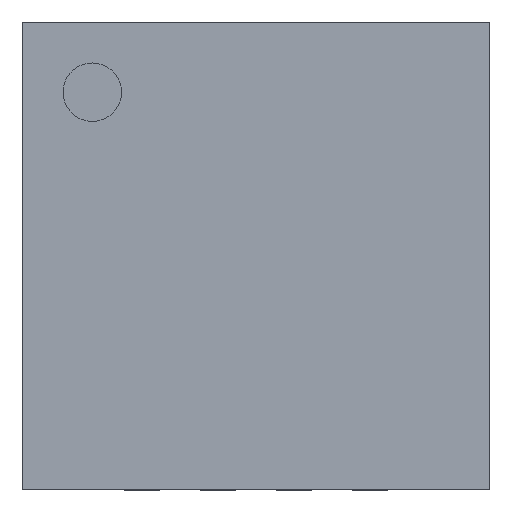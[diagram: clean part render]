
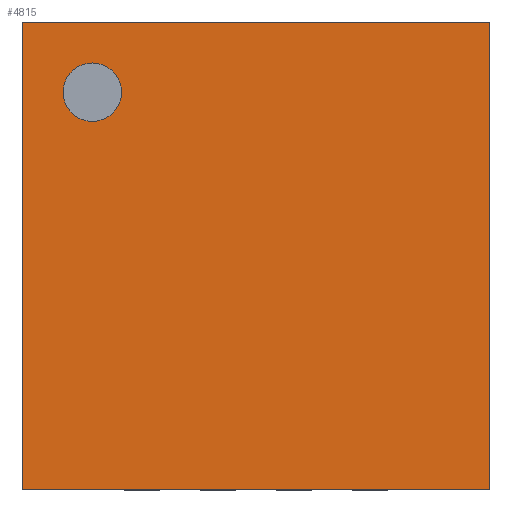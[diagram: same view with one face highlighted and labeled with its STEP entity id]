
A CAD part, top view. The second image highlights one B-rep face of the part: STEP entity #4815.
In plain terms, the highlighted face is planar.
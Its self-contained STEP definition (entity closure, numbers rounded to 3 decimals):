
#5 = EDGE_CURVE ( 'NONE', #4412, #4185, #4752, .T. ) ;
#77 = FACE_BOUND ( 'NONE', #5220, .T. ) ;
#133 = CARTESIAN_POINT ( 'NONE',  ( -2., 0.975, -2. ) ) ;
#346 = PLANE ( 'NONE',  #3806 ) ;
#384 = DIRECTION ( 'NONE',  ( 0., 1., 0. ) ) ;
#506 = DIRECTION ( 'NONE',  ( 0., 1., 0. ) ) ;
#681 = VECTOR ( 'NONE', #2832, 1000. ) ;
#736 = CARTESIAN_POINT ( 'NONE',  ( 2., 0.975, -2. ) ) ;
#757 = CARTESIAN_POINT ( 'NONE',  ( -2., 0.975, 2. ) ) ;
#784 = LINE ( 'NONE', #4908, #5582 ) ;
#928 = DIRECTION ( 'NONE',  ( 1., 0., 0. ) ) ;
#980 = CARTESIAN_POINT ( 'NONE',  ( 2., 0.975, 2. ) ) ;
#1037 = ORIENTED_EDGE ( 'NONE', *, *, #4977, .T. ) ;
#1297 = AXIS2_PLACEMENT_3D ( 'NONE', #4300, #5729, #5689 ) ;
#1368 = LINE ( 'NONE', #980, #5568 ) ;
#1370 = CARTESIAN_POINT ( 'NONE',  ( 0., 0.975, 0. ) ) ;
#1393 = CARTESIAN_POINT ( 'NONE',  ( 2., 0.975, -2. ) ) ;
#1500 = CARTESIAN_POINT ( 'NONE',  ( -1.65, 0.975, -1.4 ) ) ;
#1625 = VERTEX_POINT ( 'NONE', #736 ) ;
#1750 = VERTEX_POINT ( 'NONE', #3728 ) ;
#2008 = ORIENTED_EDGE ( 'NONE', *, *, #3811, .T. ) ;
#2080 = EDGE_CURVE ( 'NONE', #2201, #4159, #4956, .T. ) ;
#2167 = CARTESIAN_POINT ( 'NONE',  ( -1.15, 0.975, -1.4 ) ) ;
#2201 = VERTEX_POINT ( 'NONE', #4040 ) ;
#2316 = ORIENTED_EDGE ( 'NONE', *, *, #3364, .T. ) ;
#2524 = DIRECTION ( 'NONE',  ( 0., 0., 1. ) ) ;
#2589 = EDGE_LOOP ( 'NONE', ( #2316, #2008, #1037, #5574 ) ) ;
#2613 = DIRECTION ( 'NONE',  ( 1., 0., 0. ) ) ;
#2832 = DIRECTION ( 'NONE',  ( -1., 0., 0. ) ) ;
#2834 = CARTESIAN_POINT ( 'NONE',  ( -1.4, 0.975, -1.4 ) ) ;
#2865 = CIRCLE ( 'NONE', #1297, 0.25 ) ;
#3297 = FACE_OUTER_BOUND ( 'NONE', #2589, .T. ) ;
#3364 = EDGE_CURVE ( 'NONE', #4159, #1750, #784, .T. ) ;
#3720 = VECTOR ( 'NONE', #2524, 1000. ) ;
#3728 = CARTESIAN_POINT ( 'NONE',  ( 2., 0.975, 2. ) ) ;
#3806 = AXIS2_PLACEMENT_3D ( 'NONE', #1370, #384, #5126 ) ;
#3811 = EDGE_CURVE ( 'NONE', #1750, #1625, #1368, .T. ) ;
#3871 = DIRECTION ( 'NONE',  ( 0., 0., -1. ) ) ;
#3996 = EDGE_CURVE ( 'NONE', #4185, #4412, #2865, .T. ) ;
#4040 = CARTESIAN_POINT ( 'NONE',  ( -2., 0.975, -2. ) ) ;
#4159 = VERTEX_POINT ( 'NONE', #757 ) ;
#4178 = ORIENTED_EDGE ( 'NONE', *, *, #5, .F. ) ;
#4185 = VERTEX_POINT ( 'NONE', #2167 ) ;
#4300 = CARTESIAN_POINT ( 'NONE',  ( -1.4, 0.975, -1.4 ) ) ;
#4412 = VERTEX_POINT ( 'NONE', #1500 ) ;
#4523 = LINE ( 'NONE', #1393, #681 ) ;
#4752 = CIRCLE ( 'NONE', #4947, 0.25 ) ;
#4815 = ADVANCED_FACE ( 'NONE', ( #77, #3297 ), #346, .T. ) ;
#4908 = CARTESIAN_POINT ( 'NONE',  ( -2., 0.975, 2. ) ) ;
#4947 = AXIS2_PLACEMENT_3D ( 'NONE', #2834, #506, #928 ) ;
#4956 = LINE ( 'NONE', #133, #3720 ) ;
#4977 = EDGE_CURVE ( 'NONE', #1625, #2201, #4523, .T. ) ;
#5072 = ORIENTED_EDGE ( 'NONE', *, *, #3996, .F. ) ;
#5126 = DIRECTION ( 'NONE',  ( 1., 0., 0. ) ) ;
#5220 = EDGE_LOOP ( 'NONE', ( #5072, #4178 ) ) ;
#5568 = VECTOR ( 'NONE', #3871, 1000. ) ;
#5574 = ORIENTED_EDGE ( 'NONE', *, *, #2080, .T. ) ;
#5582 = VECTOR ( 'NONE', #2613, 1000. ) ;
#5689 = DIRECTION ( 'NONE',  ( 1., 0., 0. ) ) ;
#5729 = DIRECTION ( 'NONE',  ( 0., 1., 0. ) ) ;
